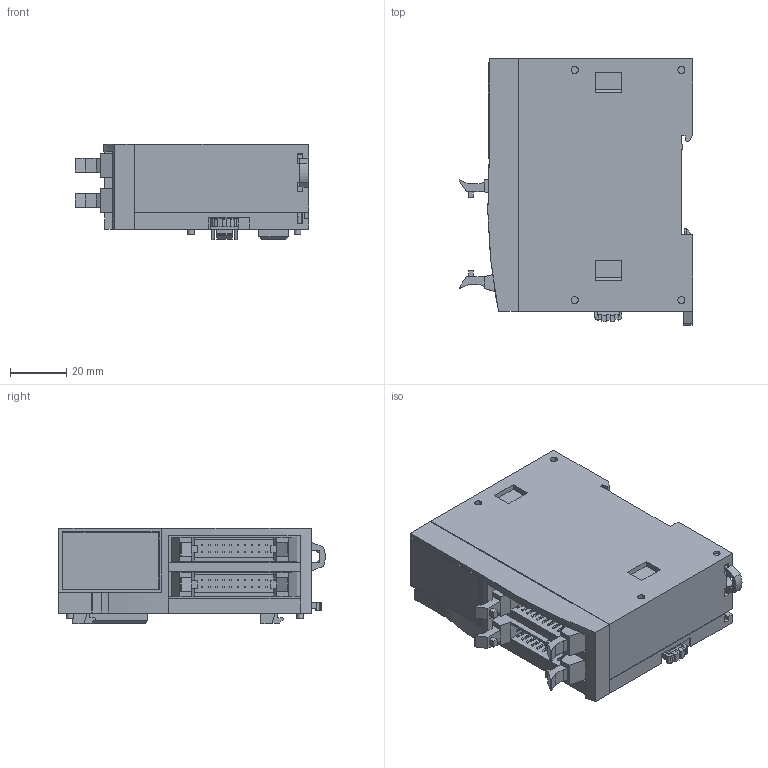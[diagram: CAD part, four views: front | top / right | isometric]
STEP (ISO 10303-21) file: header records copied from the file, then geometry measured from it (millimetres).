
FILE_DESCRIPTION (( 'STEP AP214' ), '1' );
FILE_NAME ('FC6A-$32$3_rev0.1.STEP', '2021-08-23T01:24:23', ( '' ), ( '' ), 'SwSTEP 2.0', 'SolidWorks 2019', '' );
FILE_SCHEMA (( 'AUTOMOTIVE_DESIGN' ));
Length unit declared in the file: millimetre
Products named in the file (3): FC6A-#32#3-BODY_rev0.1; FC6A-$32$3_rev0.1; FC6A-EX-DIN-RAIL-HOOK
Assembly tree (2 placements, depth 2):
  FC6A-$32$3_rev0.1
    FC6A-#32#3-BODY_rev0.1
    FC6A-EX-DIN-RAIL-HOOK
Bounding box: 83.1 x 95.11 x 34 mm (x, y, z)
Volume: 178010.4 mm3; surface area: 49592.9 mm2
Topology: 2 solids, 28 shells, 1034 faces, 2727 edges, 1813 vertices
Faces by surface type: plane 982, cylinder 50, cone 2
Full cylindrical faces by diameter (mm): 2 x2, 2.4 x4, 2.5 x4, 4.5 x1
Entity records: 38238 total; most frequent: CARTESIAN_POINT 6026, ORIENTED_EDGE 5428, DIRECTION 4776, EDGE_CURVE 2714, LINE 2556, VECTOR 2556, VERTEX_POINT 1812, EDGE_LOOP 1174
